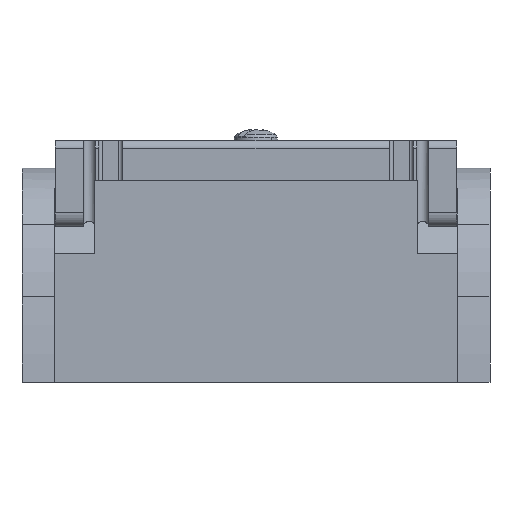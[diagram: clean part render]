
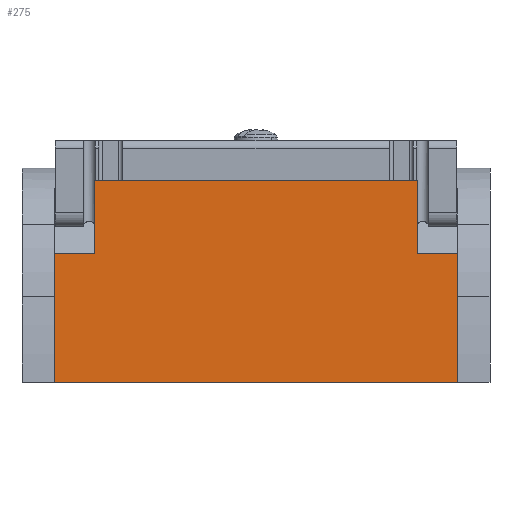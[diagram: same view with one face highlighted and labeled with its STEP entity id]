
A CAD part, front view. The second image highlights one B-rep face of the part: STEP entity #275.
In plain terms, the highlighted planar face has unit normal (0, -1, 0).
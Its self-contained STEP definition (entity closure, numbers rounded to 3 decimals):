
#275=ADVANCED_FACE('',(#762),#763,.T.);
#762=FACE_OUTER_BOUND('',#1314,.T.);
#763=PLANE('',#1315);
#1314=EDGE_LOOP('',(#3227,#3228,#3229,#3230,#3231,#3232,#3233,#3234));
#1315=AXIS2_PLACEMENT_3D('',#3235,#3236,#3237);
#3227=ORIENTED_EDGE('',*,*,#4272,.T.);
#3228=ORIENTED_EDGE('',*,*,#4275,.F.);
#3229=ORIENTED_EDGE('',*,*,#4015,.T.);
#3230=ORIENTED_EDGE('',*,*,#4042,.T.);
#3231=ORIENTED_EDGE('',*,*,#4281,.T.);
#3232=ORIENTED_EDGE('',*,*,#4276,.T.);
#3233=ORIENTED_EDGE('',*,*,#4244,.T.);
#3234=ORIENTED_EDGE('',*,*,#4274,.T.);
#3235=CARTESIAN_POINT('',(-12.5,-51.,0.0));
#3236=DIRECTION('',(0.0,-1.0,0.0));
#3237=DIRECTION('',(1.0,0.0,0.0));
#4015=EDGE_CURVE('',#4967,#4985,#4987,.T.);
#4042=EDGE_CURVE('',#4985,#5029,#5031,.T.);
#4244=EDGE_CURVE('',#5357,#5355,#5358,.T.);
#4272=EDGE_CURVE('',#5407,#5405,#5408,.T.);
#4274=EDGE_CURVE('',#5355,#5407,#5410,.T.);
#4275=EDGE_CURVE('',#4967,#5405,#5411,.T.);
#4276=EDGE_CURVE('',#5412,#5357,#5413,.T.);
#4281=EDGE_CURVE('',#5029,#5412,#5419,.T.);
#4967=VERTEX_POINT('',#6693);
#4985=VERTEX_POINT('',#6717);
#4987=LINE('',#6720,#6721);
#5029=VERTEX_POINT('',#6777);
#5031=LINE('',#6780,#6781);
#5355=VERTEX_POINT('',#7307);
#5357=VERTEX_POINT('',#7310);
#5358=LINE('',#7311,#7312);
#5405=VERTEX_POINT('',#7378);
#5407=VERTEX_POINT('',#7381);
#5408=LINE('',#7382,#7383);
#5410=LINE('',#7386,#7387);
#5411=LINE('',#7388,#7389);
#5412=VERTEX_POINT('',#7390);
#5413=LINE('',#7391,#7392);
#5419=LINE('',#7402,#7403);
#6693=CARTESIAN_POINT('',(-25.,-51.,0.0));
#6717=CARTESIAN_POINT('',(25.,-51.,0.0));
#6720=CARTESIAN_POINT('',(-25.,-51.,0.0));
#6721=VECTOR('',#8216,1.0);
#6777=CARTESIAN_POINT('',(25.,-51.,15.99));
#6780=CARTESIAN_POINT('',(25.,-51.,0.0));
#6781=VECTOR('',#8265,1.0);
#7307=CARTESIAN_POINT('',(-20.0,-51.,25.0));
#7310=CARTESIAN_POINT('',(20.0,-51.,25.0));
#7311=CARTESIAN_POINT('',(25.,-51.,25.0));
#7312=VECTOR('',#8586,1.0);
#7378=CARTESIAN_POINT('',(-25.,-51.,15.99));
#7381=CARTESIAN_POINT('',(-20.0,-51.,15.99));
#7382=CARTESIAN_POINT('',(-19.5,-51.,15.99));
#7383=VECTOR('',#8628,1.0);
#7386=CARTESIAN_POINT('',(-20.0,-51.,11.872));
#7387=VECTOR('',#8630,1.0);
#7388=CARTESIAN_POINT('',(-25.,-51.,0.0));
#7389=VECTOR('',#8631,1.0);
#7390=CARTESIAN_POINT('',(20.0,-51.,15.99));
#7391=CARTESIAN_POINT('',(20.0,-51.,11.872));
#7392=VECTOR('',#8632,1.0);
#7402=CARTESIAN_POINT('',(3.75,-51.,15.99));
#7403=VECTOR('',#8637,1.0);
#8216=DIRECTION('',(1.0,0.0,0.0));
#8265=DIRECTION('',(0.0,0.0,1.0));
#8586=DIRECTION('',(-1.0,0.0,0.0));
#8628=DIRECTION('',(-1.0,-0.0,0.));
#8630=DIRECTION('',(0.,0.0,-1.0));
#8631=DIRECTION('',(0.0,0.0,1.0));
#8632=DIRECTION('',(0.,0.0,1.0));
#8637=DIRECTION('',(-1.0,-0.0,0.));
